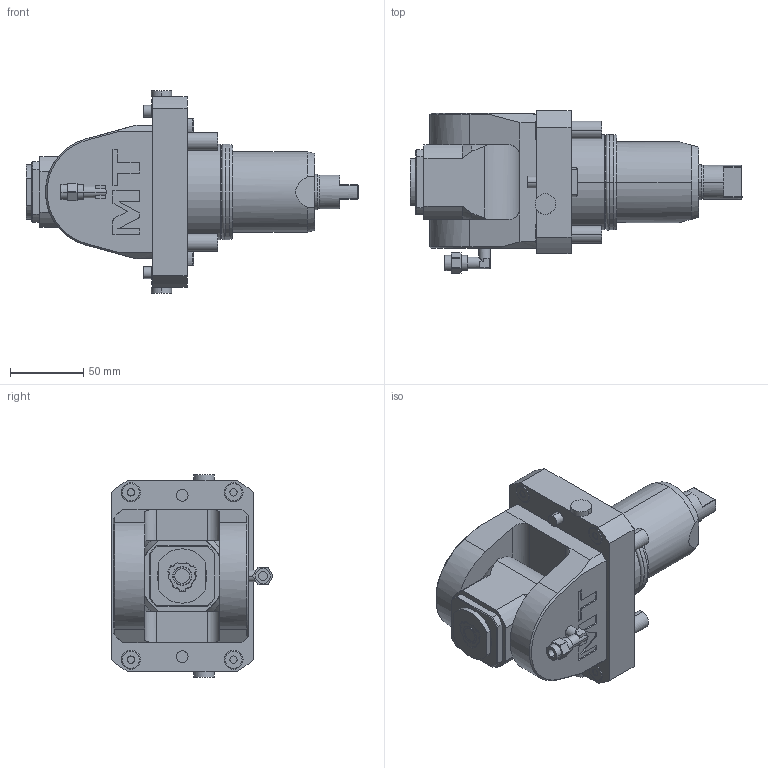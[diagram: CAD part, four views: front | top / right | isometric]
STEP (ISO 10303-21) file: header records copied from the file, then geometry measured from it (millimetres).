
FILE_DESCRIPTION((''),'2;1');
FILE_NAME('NKM0800316_CONF','2023-06-20T11:58:28',('gvalli'),('M.T. srl'),'CREO PARAMETRIC BY PTC INC, 2021072','CREO PARAMETRIC BY PTC INC, 2021072','');
FILE_SCHEMA(('CONFIG_CONTROL_DESIGN'));
Length unit declared in the file: millimetre
Products named in the file (1): NKM0800316_CONF
Bounding box: 226.26 x 110.37 x 138 mm (x, y, z)
Volume: 976164.8 mm3; surface area: 95068.9 mm2
Topology: 1 solids, 1 shells, 365 faces, 906 edges, 584 vertices
Faces by surface type: plane 169, cylinder 106, cone 55, torus 19, bspline 12, extrusion 4
Entity records: 11868 total; most frequent: CARTESIAN_POINT 3196, ORIENTED_EDGE 1812, DIRECTION 1764, EDGE_CURVE 906, AXIS2_PLACEMENT_3D 660, VERTEX_POINT 584, VECTOR 444, LINE 440
